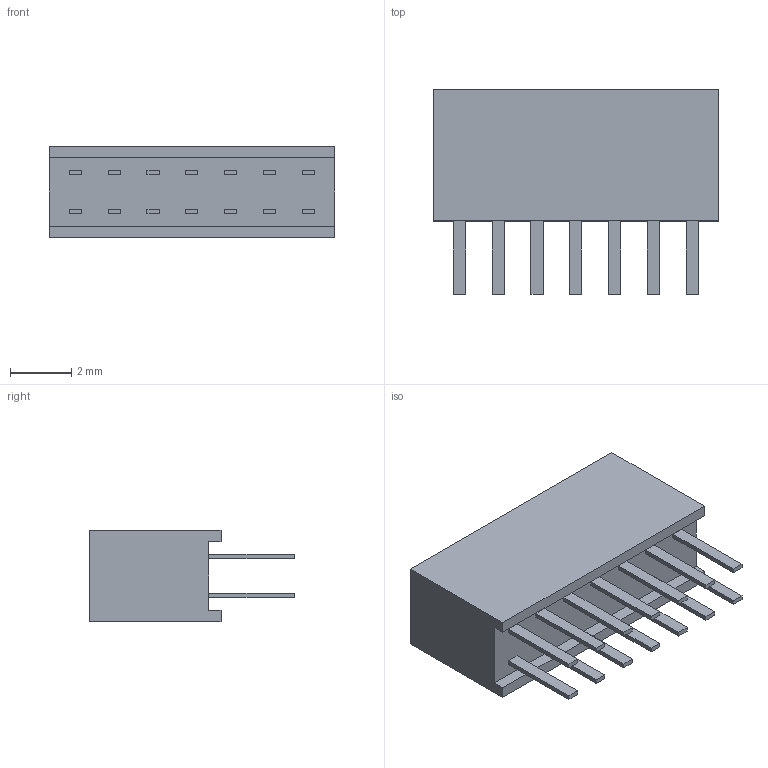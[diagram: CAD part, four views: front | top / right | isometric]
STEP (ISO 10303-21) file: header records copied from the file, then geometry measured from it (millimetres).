
FILE_DESCRIPTION((''),'2;1');
FILE_NAME('20021311-0014XXLFC','2009-07-28T',('msriniva'),('FCI - ELX Division'),'PRO/ENGINEER BY PARAMETRIC TECHNOLOGY CORPORATION, 2008010','PRO/ENGINEER BY PARAMETRIC TECHNOLOGY CORPORATION, 2008010','');
FILE_SCHEMA(('CONFIG_CONTROL_DESIGN'));
Length unit declared in the file: millimetre
Products named in the file (1): 20021311-0014XXLFC
Bounding box: 9.35 x 6.7 x 3 mm (x, y, z)
Volume: 112.9 mm3; surface area: 215 mm2
Topology: 1 solids, 1 shells, 150 faces, 360 edges, 240 vertices
Faces by surface type: plane 150
Entity records: 4302 total; most frequent: CARTESIAN_POINT 750, ORIENTED_EDGE 720, DIRECTION 660, VECTOR 360, LINE 360, EDGE_CURVE 360, VERTEX_POINT 240, EDGE_LOOP 178
